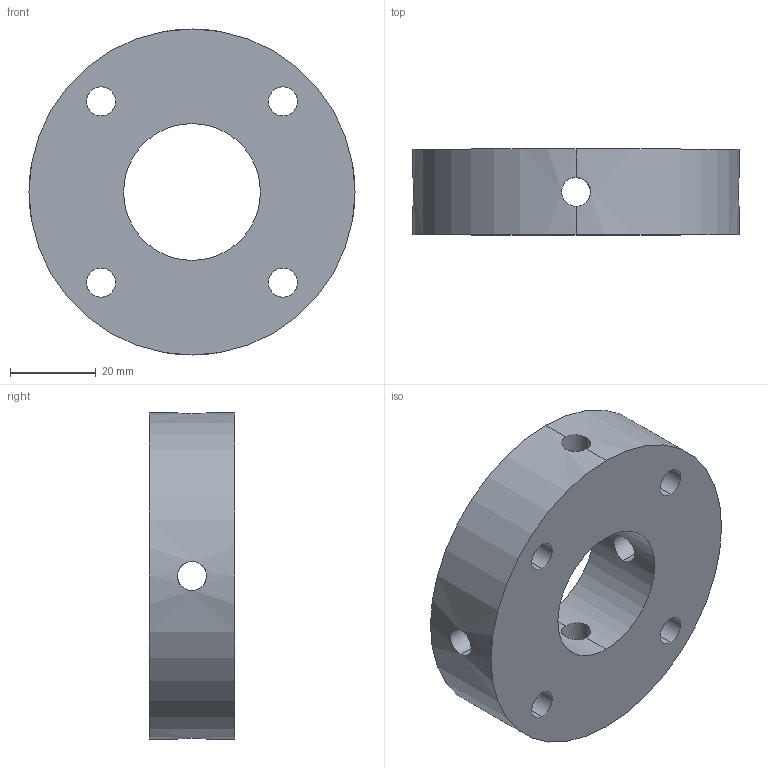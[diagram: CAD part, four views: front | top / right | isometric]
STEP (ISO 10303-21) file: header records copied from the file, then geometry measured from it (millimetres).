
FILE_DESCRIPTION (( 'STEP AP203' ), '1' );
FILE_NAME ('DriveCollar.STEP', '2012-05-25T18:31:39', ( '' ), ( '' ), 'SwSTEP 2.0', 'SolidWorks 2010', '' );
FILE_SCHEMA (( 'CONFIG_CONTROL_DESIGN' ));
Length unit declared in the file: millimetre
Products named in the file (1): DriveCollar
Bounding box: 76.2 x 20 x 76.2 mm (x, y, z)
Volume: 68999 mm3; surface area: 17335.2 mm2
Topology: 1 solids, 1 shells, 22 faces, 72 edges, 48 vertices
Faces by surface type: cylinder 20, plane 2
Entity records: 1389 total; most frequent: CARTESIAN_POINT 667, ORIENTED_EDGE 144, DIRECTION 118, EDGE_CURVE 72, VERTEX_POINT 48, AXIS2_PLACEMENT_3D 47, EDGE_LOOP 36, CIRCLE 24
